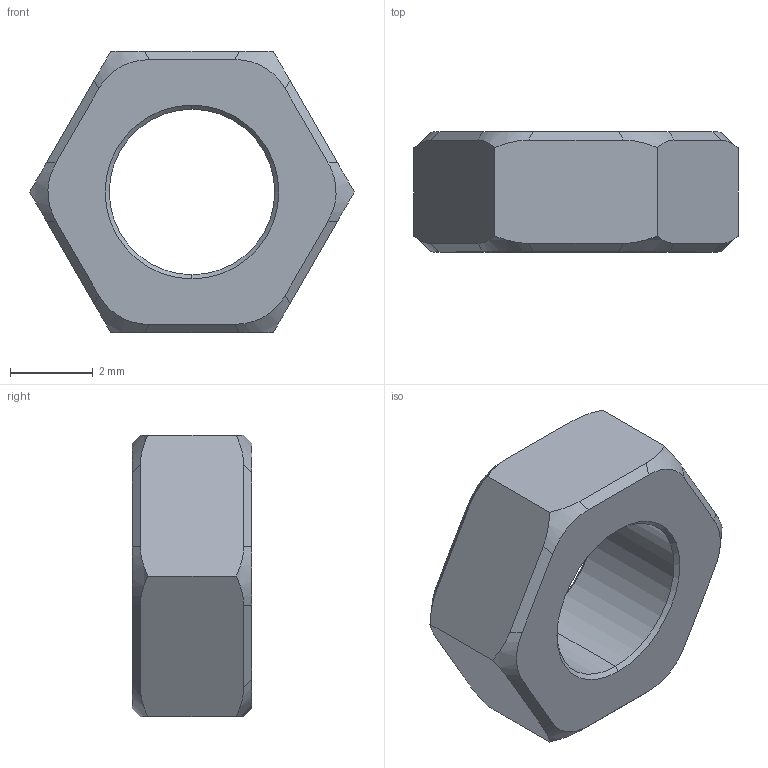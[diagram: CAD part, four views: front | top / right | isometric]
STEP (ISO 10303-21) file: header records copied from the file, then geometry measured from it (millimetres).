
FILE_DESCRIPTION (( 'STEP AP203' ), '1' );
FILE_NAME ('M4 Nut_Predeterminado_sldprt.STEP', '2024-02-29T15:20:11', ( '' ), ( '' ), 'SwSTEP 2.0', 'SolidWorks 2022', '' );
FILE_SCHEMA (( 'CONFIG_CONTROL_DESIGN' ));
Length unit declared in the file: millimetre
Products named in the file (1): M4 Nut_Predeterminado_sldprt
Bounding box: 7.85 x 2.9 x 6.8 mm (x, y, z)
Volume: 78.3 mm3; surface area: 151.6 mm2
Topology: 1 solids, 1 shells, 38 faces, 104 edges, 68 vertices
Faces by surface type: plane 20, cylinder 14, cone 4
Entity records: 1265 total; most frequent: CARTESIAN_POINT 319, ORIENTED_EDGE 208, DIRECTION 154, EDGE_CURVE 104, VERTEX_POINT 68, LINE 60, VECTOR 60, AXIS2_PLACEMENT_3D 47
